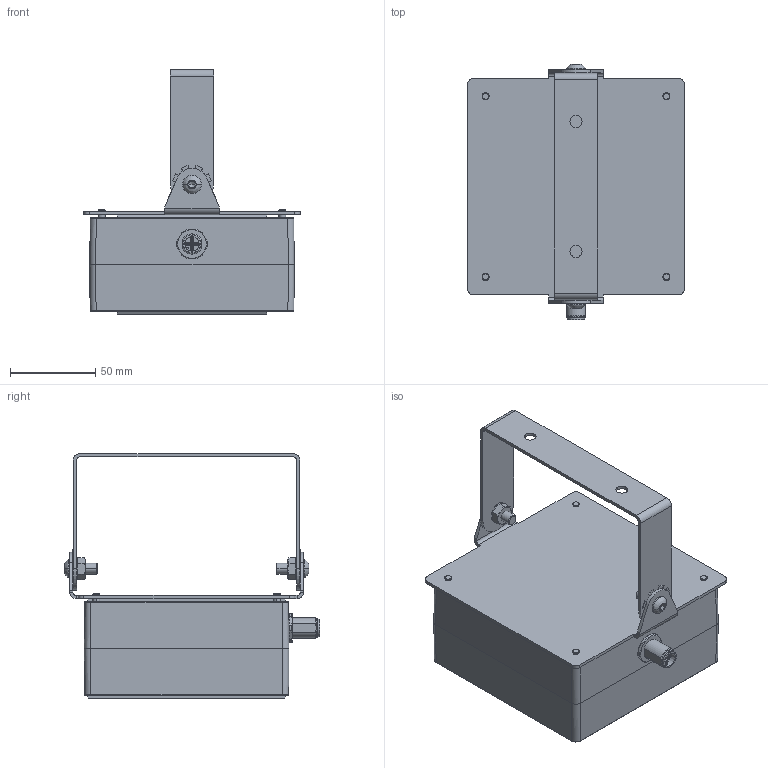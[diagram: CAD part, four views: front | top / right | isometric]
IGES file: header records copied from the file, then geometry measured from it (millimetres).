
Start section:  PTC IGES file: ilc33011102.igs
Global section: file name: ilc33011102.igs; native system: Creo Parametric by Parametric Technology Corporation; preprocessor: 2013320; author: maj; organization: Unknown; date: 20181022.085252; units: inch
Bounding box: 127 x 149.88 x 143.56 mm (x, y, z)
Surface area: 166644.7 mm2 (no closed solid volume)
Topology: 0 solids, 0 shells, 2492 faces, 18502 edges, 23997 vertices
Faces by surface type: revolution 1424, bspline 1068
